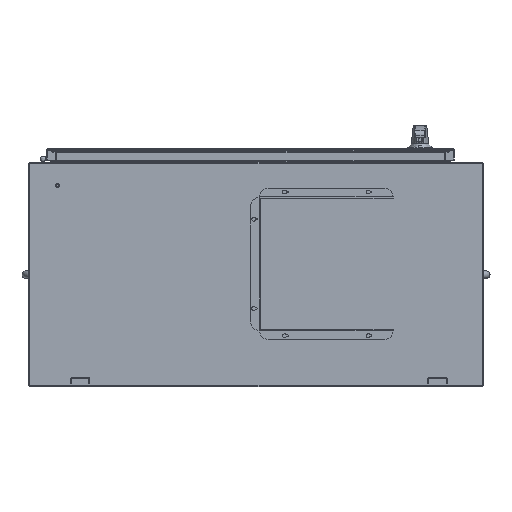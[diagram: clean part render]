
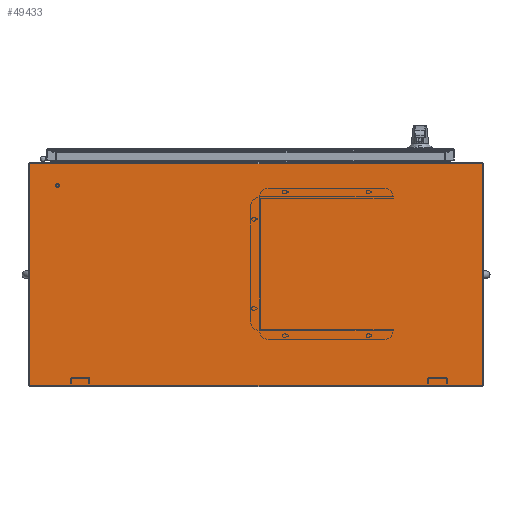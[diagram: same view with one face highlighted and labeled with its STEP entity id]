
A CAD part, front view. The second image highlights one B-rep face of the part: STEP entity #49433.
In plain terms, the highlighted face is planar.
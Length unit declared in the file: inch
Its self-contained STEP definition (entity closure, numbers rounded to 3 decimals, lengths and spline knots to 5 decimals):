
#784 = CARTESIAN_POINT ( 'NONE',  ( 0., -19.887, -0.095 ) ) ;
#2857 = VERTEX_POINT ( 'NONE', #61761 ) ;
#6243 = DIRECTION ( 'NONE',  ( 0., 1., 0. ) ) ;
#6743 = DIRECTION ( 'NONE',  ( 1., 0., 0. ) ) ;
#9374 = CARTESIAN_POINT ( 'NONE',  ( 0., 0., -0.095 ) ) ;
#9922 = ORIENTED_EDGE ( 'NONE', *, *, #21328, .F. ) ;
#11951 = VERTEX_POINT ( 'NONE', #41437 ) ;
#18461 = CARTESIAN_POINT ( 'NONE',  ( 0., 0., -0.095 ) ) ;
#18663 = AXIS2_PLACEMENT_3D ( 'NONE', #9374, #22113, #50309 ) ;
#21328 = EDGE_CURVE ( 'NONE', #69982, #2857, #67368, .T. ) ;
#21948 = CARTESIAN_POINT ( 'NONE',  ( 0., -19.887, -0.095 ) ) ;
#22113 = DIRECTION ( 'NONE',  ( 0., 0., 1. ) ) ;
#22937 = LINE ( 'NONE', #67407, #65865 ) ;
#23800 = ORIENTED_EDGE ( 'NONE', *, *, #24058, .F. ) ;
#24058 = EDGE_CURVE ( 'NONE', #11951, #69982, #37656, .T. ) ;
#25350 = ORIENTED_EDGE ( 'NONE', *, *, #50747, .F. ) ;
#33688 = DIRECTION ( 'NONE',  ( 0., -1., 0. ) ) ;
#36716 = VECTOR ( 'NONE', #6243, 39.37008 ) ;
#37656 = LINE ( 'NONE', #62689, #36716 ) ;
#39704 = VECTOR ( 'NONE', #69624, 39.37008 ) ;
#40349 = VECTOR ( 'NONE', #6743, 39.37008 ) ;
#40852 = ORIENTED_EDGE ( 'NONE', *, *, #73145, .F. ) ;
#41141 = VERTEX_POINT ( 'NONE', #21948 ) ;
#41437 = CARTESIAN_POINT ( 'NONE',  ( 40.56, -19.887, -0.095 ) ) ;
#49433 = ADVANCED_FACE ( 'NONE', ( #69549 ), #66329, .F. ) ;
#50175 = LINE ( 'NONE', #784, #40349 ) ;
#50309 = DIRECTION ( 'NONE',  ( 0., -1., 0. ) ) ;
#50747 = EDGE_CURVE ( 'NONE', #2857, #41141, #22937, .T. ) ;
#55004 = EDGE_LOOP ( 'NONE', ( #40852, #25350, #9922, #23800 ) ) ;
#61761 = CARTESIAN_POINT ( 'NONE',  ( 0., 0., -0.095 ) ) ;
#62689 = CARTESIAN_POINT ( 'NONE',  ( 40.56, 0., -0.095 ) ) ;
#65865 = VECTOR ( 'NONE', #33688, 39.37008 ) ;
#66329 = PLANE ( 'NONE',  #18663 ) ;
#67368 = LINE ( 'NONE', #18461, #39704 ) ;
#67407 = CARTESIAN_POINT ( 'NONE',  ( 0., 0., -0.095 ) ) ;
#69549 = FACE_OUTER_BOUND ( 'NONE', #55004, .T. ) ;
#69624 = DIRECTION ( 'NONE',  ( -1., 0., 0. ) ) ;
#69982 = VERTEX_POINT ( 'NONE', #73512 ) ;
#73145 = EDGE_CURVE ( 'NONE', #41141, #11951, #50175, .T. ) ;
#73512 = CARTESIAN_POINT ( 'NONE',  ( 40.56, 0., -0.095 ) ) ;
